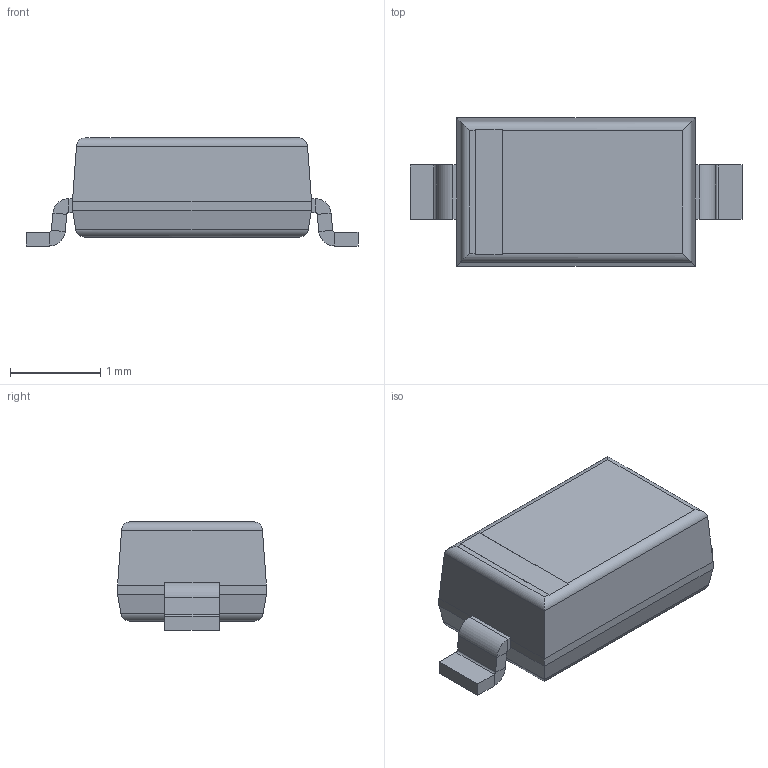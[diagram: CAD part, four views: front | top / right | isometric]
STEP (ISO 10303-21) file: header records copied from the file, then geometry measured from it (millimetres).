
FILE_DESCRIPTION (( 'STEP AP214' ), '1' );
FILE_NAME ('SOD-123_L2.8-W1.8-LS3.7-RD-1.STEP', '2022-01-09T12:38:12', ( '' ), ( '' ), 'SwSTEP 2.0', 'SolidWorks 2018', '' );
FILE_SCHEMA (( 'AUTOMOTIVE_DESIGN' ));
Length unit declared in the file: millimetre
Products named in the file (1): SOD-123_L2.8-W1.8-LS3.7-RD-1
Bounding box: 3.68 x 1.65 x 1.2 mm (x, y, z)
Volume: 4.7 mm3; surface area: 19.2 mm2
Topology: 1 solids, 1 shells, 133 faces, 316 edges, 192 vertices
Faces by surface type: plane 103, cylinder 16, bspline 14
Entity records: 5272 total; most frequent: CARTESIAN_POINT 1464, ORIENTED_EDGE 632, DIRECTION 540, EDGE_CURVE 316, LINE 260, VECTOR 260, VERTEX_POINT 192, EDGE_LOOP 140
